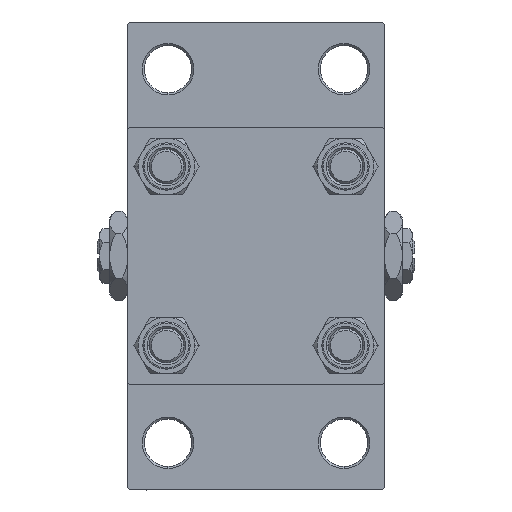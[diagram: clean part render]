
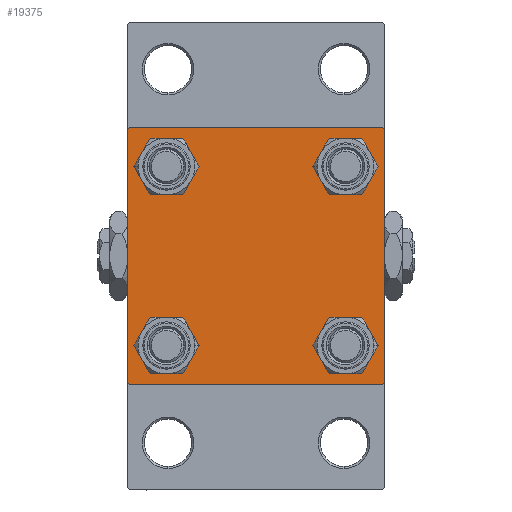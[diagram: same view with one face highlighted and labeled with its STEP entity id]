
A CAD part, left-side view. The second image highlights one B-rep face of the part: STEP entity #19375.
In plain terms, the highlighted planar face has unit normal (-1, 0, 0).
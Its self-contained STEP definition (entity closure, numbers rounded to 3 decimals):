
#139 = CARTESIAN_POINT ( 'NONE',  ( 0., -30., -29.5 ) ) ;
#377 = DIRECTION ( 'NONE',  ( 1., 0., 0. ) ) ;
#1043 = LINE ( 'NONE', #49539, #23576 ) ;
#1398 = CIRCLE ( 'NONE', #9810, 4.5 ) ;
#1608 = EDGE_CURVE ( 'NONE', #35290, #50660, #49327, .T. ) ;
#1680 = FACE_BOUND ( 'NONE', #36014, .T. ) ;
#1765 = AXIS2_PLACEMENT_3D ( 'NONE', #9463, #1835, #17332 ) ;
#1835 = DIRECTION ( 'NONE',  ( 1., 0., 0. ) ) ;
#2028 = VERTEX_POINT ( 'NONE', #45434 ) ;
#2081 = ORIENTED_EDGE ( 'NONE', *, *, #48336, .T. ) ;
#3367 = LINE ( 'NONE', #46376, #47860 ) ;
#3546 = LINE ( 'NONE', #51517, #38290 ) ;
#3883 = EDGE_CURVE ( 'NONE', #19599, #35591, #28186, .T. ) ;
#3888 = VECTOR ( 'NONE', #6233, 1000. ) ;
#4554 = CARTESIAN_POINT ( 'NONE',  ( 0., 29.5, -30. ) ) ;
#4610 = VERTEX_POINT ( 'NONE', #38705 ) ;
#4908 = DIRECTION ( 'NONE',  ( 0., 0., 1. ) ) ;
#5096 = CARTESIAN_POINT ( 'NONE',  ( 0., 29.75, -29.75 ) ) ;
#5166 = CARTESIAN_POINT ( 'NONE',  ( 0., 20.85, 25.35 ) ) ;
#5387 = ORIENTED_EDGE ( 'NONE', *, *, #12246, .T. ) ;
#5836 = CARTESIAN_POINT ( 'NONE',  ( 0., 20.85, -25.35 ) ) ;
#5949 = AXIS2_PLACEMENT_3D ( 'NONE', #31082, #377, #32630 ) ;
#6233 = DIRECTION ( 'NONE',  ( 0., -0.707, 0.707 ) ) ;
#6892 = EDGE_LOOP ( 'NONE', ( #36259, #35730 ) ) ;
#7464 = VERTEX_POINT ( 'NONE', #36211 ) ;
#8064 = CIRCLE ( 'NONE', #40688, 4.5 ) ;
#8536 = CARTESIAN_POINT ( 'NONE',  ( 0., -29.75, 29.75 ) ) ;
#8768 = ORIENTED_EDGE ( 'NONE', *, *, #43905, .T. ) ;
#9147 = ORIENTED_EDGE ( 'NONE', *, *, #31497, .F. ) ;
#9381 = DIRECTION ( 'NONE',  ( 1., 0., 0. ) ) ;
#9463 = CARTESIAN_POINT ( 'NONE',  ( 0., -20.85, 20.85 ) ) ;
#9810 = AXIS2_PLACEMENT_3D ( 'NONE', #20654, #33466, #24322 ) ;
#10149 = CIRCLE ( 'NONE', #5949, 4.5 ) ;
#10834 = AXIS2_PLACEMENT_3D ( 'NONE', #39570, #48465, #12567 ) ;
#10984 = CIRCLE ( 'NONE', #40281, 4.5 ) ;
#11329 = DIRECTION ( 'NONE',  ( 0., 0., 1. ) ) ;
#11333 = VERTEX_POINT ( 'NONE', #16089 ) ;
#11590 = CARTESIAN_POINT ( 'NONE',  ( 0., -20.85, -20.85 ) ) ;
#11820 = CIRCLE ( 'NONE', #36106, 4.5 ) ;
#12058 = CARTESIAN_POINT ( 'NONE',  ( 0., 20.85, -16.35 ) ) ;
#12246 = EDGE_CURVE ( 'NONE', #2028, #16589, #1398, .T. ) ;
#12567 = DIRECTION ( 'NONE',  ( 0., 0., 1. ) ) ;
#12736 = DIRECTION ( 'NONE',  ( 0., 0., 1. ) ) ;
#12753 = VERTEX_POINT ( 'NONE', #36083 ) ;
#13250 = EDGE_CURVE ( 'NONE', #50660, #35290, #8064, .T. ) ;
#13507 = FACE_BOUND ( 'NONE', #49225, .T. ) ;
#13639 = DIRECTION ( 'NONE',  ( 0., 0.707, -0.707 ) ) ;
#14663 = EDGE_CURVE ( 'NONE', #7464, #18260, #22988, .T. ) ;
#15364 = DIRECTION ( 'NONE',  ( 0., 0., -1. ) ) ;
#15547 = EDGE_LOOP ( 'NONE', ( #28144, #51748, #25309, #41260, #43507, #40213, #9147, #19866 ) ) ;
#16089 = CARTESIAN_POINT ( 'NONE',  ( 0., -20.85, 25.35 ) ) ;
#16589 = VERTEX_POINT ( 'NONE', #5166 ) ;
#17332 = DIRECTION ( 'NONE',  ( 0., 0., 1. ) ) ;
#17707 = FACE_BOUND ( 'NONE', #6892, .T. ) ;
#18260 = VERTEX_POINT ( 'NONE', #139 ) ;
#19375 = ADVANCED_FACE ( 'NONE', ( #13507, #1680, #17707, #44699, #33684 ), #48635, .T. ) ;
#19404 = AXIS2_PLACEMENT_3D ( 'NONE', #29280, #9381, #4908 ) ;
#19599 = VERTEX_POINT ( 'NONE', #28394 ) ;
#19810 = DIRECTION ( 'NONE',  ( 1., 0., 0. ) ) ;
#19866 = ORIENTED_EDGE ( 'NONE', *, *, #28811, .T. ) ;
#20117 = ORIENTED_EDGE ( 'NONE', *, *, #24888, .T. ) ;
#20654 = CARTESIAN_POINT ( 'NONE',  ( 0., 20.85, 20.85 ) ) ;
#21698 = CARTESIAN_POINT ( 'NONE',  ( 0., 30., 30. ) ) ;
#21803 = VECTOR ( 'NONE', #44177, 1000. ) ;
#22594 = CARTESIAN_POINT ( 'NONE',  ( 0., 20.85, -20.85 ) ) ;
#22705 = CIRCLE ( 'NONE', #19404, 4.5 ) ;
#22815 = VECTOR ( 'NONE', #45813, 1000. ) ;
#22988 = LINE ( 'NONE', #46080, #3888 ) ;
#23576 = VECTOR ( 'NONE', #13639, 1000. ) ;
#24322 = DIRECTION ( 'NONE',  ( 0., 0., 1. ) ) ;
#24888 = EDGE_CURVE ( 'NONE', #11333, #43766, #10149, .T. ) ;
#25309 = ORIENTED_EDGE ( 'NONE', *, *, #27521, .T. ) ;
#25437 = VERTEX_POINT ( 'NONE', #51858 ) ;
#27521 = EDGE_CURVE ( 'NONE', #35591, #7464, #44435, .T. ) ;
#27580 = DIRECTION ( 'NONE',  ( 0., 0., 1. ) ) ;
#27698 = VECTOR ( 'NONE', #37081, 1000. ) ;
#28002 = EDGE_CURVE ( 'NONE', #16589, #2028, #22705, .T. ) ;
#28144 = ORIENTED_EDGE ( 'NONE', *, *, #36635, .T. ) ;
#28186 = LINE ( 'NONE', #5096, #21803 ) ;
#28394 = CARTESIAN_POINT ( 'NONE',  ( 0., 30., -29.5 ) ) ;
#28811 = EDGE_CURVE ( 'NONE', #4610, #48744, #1043, .T. ) ;
#29253 = ORIENTED_EDGE ( 'NONE', *, *, #28002, .T. ) ;
#29280 = CARTESIAN_POINT ( 'NONE',  ( 0., 20.85, 20.85 ) ) ;
#29493 = EDGE_CURVE ( 'NONE', #12753, #18260, #3367, .T. ) ;
#29730 = CARTESIAN_POINT ( 'NONE',  ( 0., 0., 0. ) ) ;
#30421 = VERTEX_POINT ( 'NONE', #30909 ) ;
#30909 = CARTESIAN_POINT ( 'NONE',  ( 0., -20.85, -16.35 ) ) ;
#31082 = CARTESIAN_POINT ( 'NONE',  ( 0., -20.85, 20.85 ) ) ;
#31497 = EDGE_CURVE ( 'NONE', #4610, #25437, #33497, .T. ) ;
#32122 = DIRECTION ( 'NONE',  ( 0., 0.707, 0.707 ) ) ;
#32630 = DIRECTION ( 'NONE',  ( 0., 0., 1. ) ) ;
#32912 = CARTESIAN_POINT ( 'NONE',  ( 0., -20.85, 16.35 ) ) ;
#33466 = DIRECTION ( 'NONE',  ( 1., 0., 0. ) ) ;
#33497 = LINE ( 'NONE', #21698, #22815 ) ;
#33684 = FACE_OUTER_BOUND ( 'NONE', #15547, .T. ) ;
#34919 = DIRECTION ( 'NONE',  ( 1., 0., 0. ) ) ;
#35049 = VECTOR ( 'NONE', #32122, 1000. ) ;
#35290 = VERTEX_POINT ( 'NONE', #12058 ) ;
#35591 = VERTEX_POINT ( 'NONE', #4554 ) ;
#35730 = ORIENTED_EDGE ( 'NONE', *, *, #13250, .T. ) ;
#35804 = DIRECTION ( 'NONE',  ( 0., 0., 1. ) ) ;
#36014 = EDGE_LOOP ( 'NONE', ( #8768, #2081 ) ) ;
#36083 = CARTESIAN_POINT ( 'NONE',  ( 0., -30., 29.5 ) ) ;
#36106 = AXIS2_PLACEMENT_3D ( 'NONE', #11590, #47235, #27580 ) ;
#36211 = CARTESIAN_POINT ( 'NONE',  ( 0., -29.5, -30. ) ) ;
#36259 = ORIENTED_EDGE ( 'NONE', *, *, #1608, .T. ) ;
#36572 = CARTESIAN_POINT ( 'NONE',  ( 0., -20.85, -20.85 ) ) ;
#36635 = EDGE_CURVE ( 'NONE', #48744, #19599, #3546, .T. ) ;
#37081 = DIRECTION ( 'NONE',  ( 0., -1., 0. ) ) ;
#38290 = VECTOR ( 'NONE', #15364, 1000. ) ;
#38502 = DIRECTION ( 'NONE',  ( 0., 0., -1. ) ) ;
#38705 = CARTESIAN_POINT ( 'NONE',  ( 0., 29.5, 30. ) ) ;
#38793 = EDGE_CURVE ( 'NONE', #12753, #25437, #43917, .T. ) ;
#39570 = CARTESIAN_POINT ( 'NONE',  ( 0., 20.85, -20.85 ) ) ;
#40213 = ORIENTED_EDGE ( 'NONE', *, *, #38793, .T. ) ;
#40281 = AXIS2_PLACEMENT_3D ( 'NONE', #36572, #19810, #35804 ) ;
#40520 = DIRECTION ( 'NONE',  ( -1., 0., 0. ) ) ;
#40688 = AXIS2_PLACEMENT_3D ( 'NONE', #22594, #34919, #11329 ) ;
#41260 = ORIENTED_EDGE ( 'NONE', *, *, #14663, .T. ) ;
#41768 = AXIS2_PLACEMENT_3D ( 'NONE', #29730, #40520, #12736 ) ;
#42400 = EDGE_LOOP ( 'NONE', ( #29253, #5387 ) ) ;
#43507 = ORIENTED_EDGE ( 'NONE', *, *, #29493, .F. ) ;
#43766 = VERTEX_POINT ( 'NONE', #32912 ) ;
#43905 = EDGE_CURVE ( 'NONE', #30421, #47632, #11820, .T. ) ;
#43917 = LINE ( 'NONE', #8536, #35049 ) ;
#44093 = EDGE_CURVE ( 'NONE', #43766, #11333, #44437, .T. ) ;
#44177 = DIRECTION ( 'NONE',  ( 0., -0.707, -0.707 ) ) ;
#44435 = LINE ( 'NONE', #44939, #27698 ) ;
#44437 = CIRCLE ( 'NONE', #1765, 4.5 ) ;
#44699 = FACE_BOUND ( 'NONE', #42400, .T. ) ;
#44883 = CARTESIAN_POINT ( 'NONE',  ( 0., 30., 29.5 ) ) ;
#44939 = CARTESIAN_POINT ( 'NONE',  ( 0., 30., -30. ) ) ;
#45434 = CARTESIAN_POINT ( 'NONE',  ( 0., 20.85, 16.35 ) ) ;
#45813 = DIRECTION ( 'NONE',  ( 0., -1., 0. ) ) ;
#46080 = CARTESIAN_POINT ( 'NONE',  ( 0., -29.75, -29.75 ) ) ;
#46376 = CARTESIAN_POINT ( 'NONE',  ( 0., -30., 30. ) ) ;
#46480 = CARTESIAN_POINT ( 'NONE',  ( 0., -20.85, -25.35 ) ) ;
#47235 = DIRECTION ( 'NONE',  ( 1., 0., 0. ) ) ;
#47632 = VERTEX_POINT ( 'NONE', #46480 ) ;
#47860 = VECTOR ( 'NONE', #38502, 1000. ) ;
#48336 = EDGE_CURVE ( 'NONE', #47632, #30421, #10984, .T. ) ;
#48465 = DIRECTION ( 'NONE',  ( 1., 0., 0. ) ) ;
#48635 = PLANE ( 'NONE',  #41768 ) ;
#48744 = VERTEX_POINT ( 'NONE', #44883 ) ;
#49225 = EDGE_LOOP ( 'NONE', ( #20117, #49496 ) ) ;
#49327 = CIRCLE ( 'NONE', #10834, 4.5 ) ;
#49496 = ORIENTED_EDGE ( 'NONE', *, *, #44093, .T. ) ;
#49539 = CARTESIAN_POINT ( 'NONE',  ( 0., 29.75, 29.75 ) ) ;
#50660 = VERTEX_POINT ( 'NONE', #5836 ) ;
#51517 = CARTESIAN_POINT ( 'NONE',  ( 0., 30., 30. ) ) ;
#51748 = ORIENTED_EDGE ( 'NONE', *, *, #3883, .T. ) ;
#51858 = CARTESIAN_POINT ( 'NONE',  ( 0., -29.5, 30. ) ) ;
